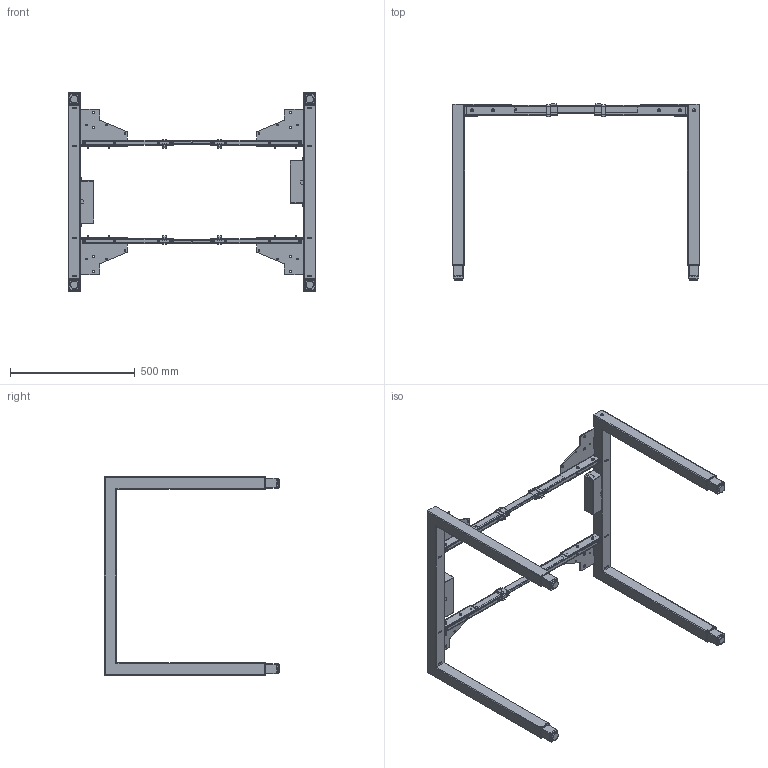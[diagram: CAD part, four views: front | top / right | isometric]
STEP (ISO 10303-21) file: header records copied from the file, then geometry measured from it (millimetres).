
FILE_DESCRIPTION (( 'STEP AP203' ), '1' );
FILE_NAME ('51210x_Tetra W4 800x850-1200_2020.STEP', '2020-01-02T11:21:31', ( '' ), ( '' ), 'SwSTEP 2.0', 'SolidWorks 2019', '' );
FILE_SCHEMA (( 'CONFIG_CONTROL_DESIGN' ));
Length unit declared in the file: millimetre
Products named in the file (1): 51210x_Tetra W4 800x850-1200_2020
Bounding box: 995.2 x 705.8 x 799 mm (x, y, z)
Surface area: 1560365.2 mm2 (no closed solid volume)
Topology: 0 solids, 147 shells, 1035 faces, 3884 edges, 2874 vertices
Faces by surface type: plane 441, cylinder 394, cone 112, torus 64, sphere 12, bspline 12
Entity records: 42119 total; most frequent: CARTESIAN_POINT 8454, DIRECTION 7678, ORIENTED_EDGE 5702, EDGE_CURVE 3884, VERTEX_POINT 2874, AXIS2_PLACEMENT_3D 2866, LINE 1946, VECTOR 1946
